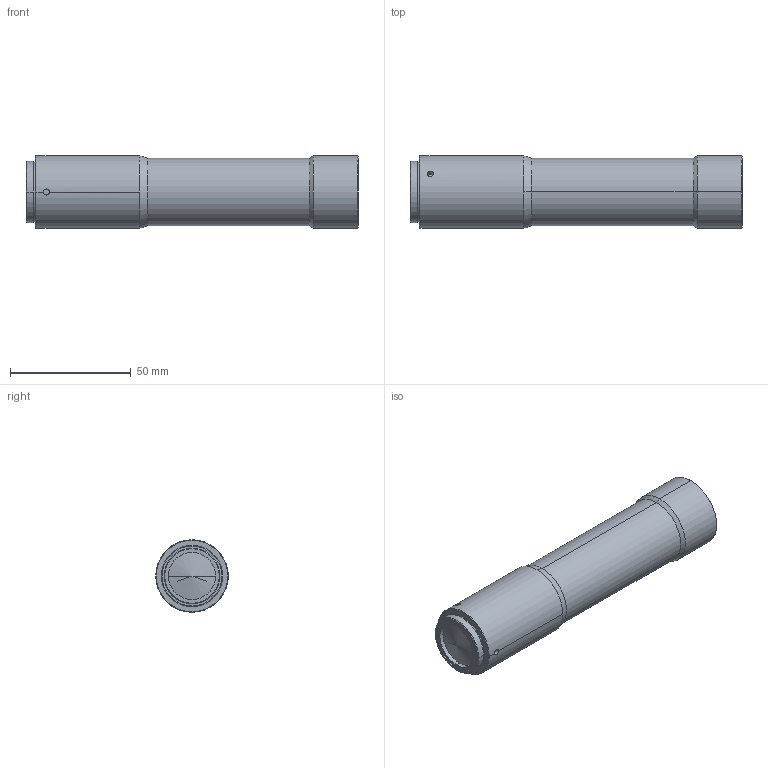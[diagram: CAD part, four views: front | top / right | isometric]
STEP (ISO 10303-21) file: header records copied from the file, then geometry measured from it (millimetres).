
FILE_DESCRIPTION (( 'STEP AP203' ), '1' );
FILE_NAME ('WWH20-110ATV2.STEP', '2019-12-03T03:39:10', ( 'Windows 蚚誧' ), ( '' ), 'SwSTEP 2.0', 'SolidWorks 2017', '' );
FILE_SCHEMA (( 'CONFIG_CONTROL_DESIGN' ));
Length unit declared in the file: millimetre
Products named in the file (1): WWH20-110ATV2
Bounding box: 137.37 x 30 x 30 mm (x, y, z)
Volume: 88949 mm3; surface area: 14264.6 mm2
Topology: 1 solids, 1 shells, 46 faces, 103 edges, 62 vertices
Faces by surface type: cylinder 22, cone 19, plane 5
Entity records: 1512 total; most frequent: CARTESIAN_POINT 412, DIRECTION 229, ORIENTED_EDGE 198, EDGE_CURVE 99, AXIS2_PLACEMENT_3D 95, VERTEX_POINT 62, EDGE_LOOP 53, CIRCLE 48
